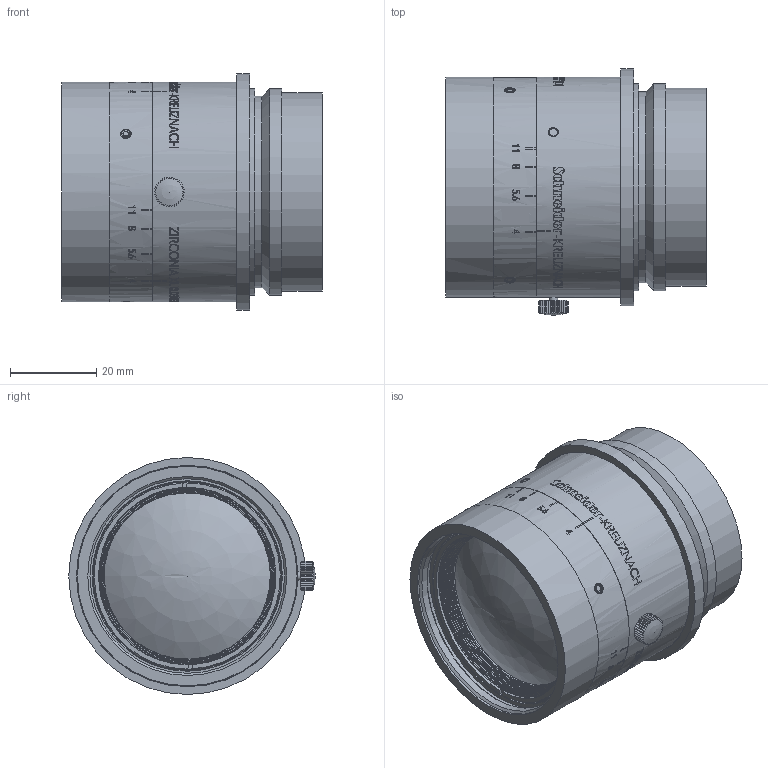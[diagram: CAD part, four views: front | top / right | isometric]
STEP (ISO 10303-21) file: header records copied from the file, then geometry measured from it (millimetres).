
FILE_DESCRIPTION(/* description */ (''),/* implementation_level */ '2;1');
FILE_NAME(/* name */ '1079651_00159445_002.stp',/* time_stamp */ '2022-01-10T11:13:01+01:00',/* author */ (''),/* organization */ (''),/* preprocessor_version */ 'ST-DEVELOPER v16',/* originating_system */ 'SIEMENS PLM Software NX 10.0',/* authorisation */ '');
FILE_SCHEMA (('AP203_CONFIGURATION_CONTROLLED_3D_DESIGN_OF_MECHANICAL_PARTS_AND_ASSEMBLIES_MIM_LF { 1 0 10303 403 2 1 2}'));
Length unit declared in the file: millimetre
Products named in the file (1): Froe35342267he7r
Bounding box: 60.5 x 57.21 x 55 mm (x, y, z)
Volume: 105700.7 mm3; surface area: 22698.8 mm2
Topology: 1 solids, 3 shells, 373 faces, 1329 edges, 1133 vertices
Faces by surface type: cylinder 191, plane 136, cone 27, torus 16, revolution 2, sphere 1
Full cylindrical faces by diameter (mm): 2 x1, 2.05 x3, 36.2 x1, 38.6 x1, 42.2 x1, 44.2 x1, 44.4 x1, 45.188 x1, 46 x1, 46.2 x2, 48 x2, 50.734 x1, 51 x3, 51.4 x1, 55 x1
Entity records: 17150 total; most frequent: CARTESIAN_POINT 7095, ORIENTED_EDGE 2447, DIRECTION 1252, EDGE_CURVE 1240, VERTEX_POINT 1115, B_SPLINE_CURVE_WITH_KNOTS 879, EDGE_LOOP 622, AXIS2_PLACEMENT_3D 553
